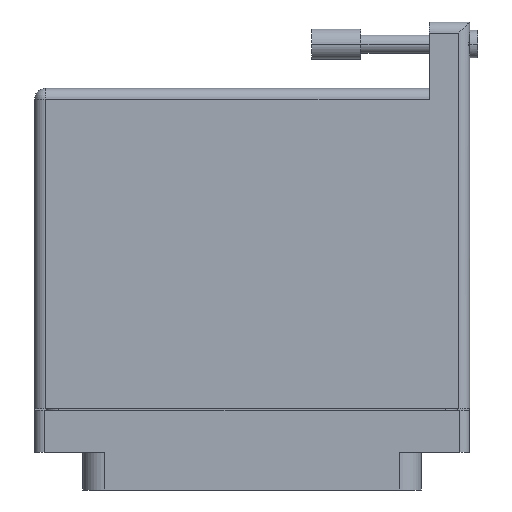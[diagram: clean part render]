
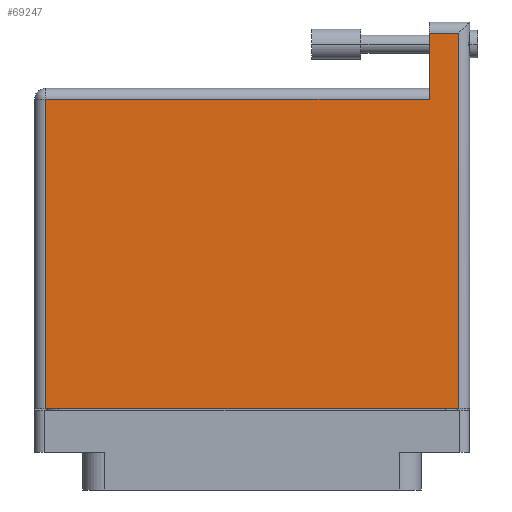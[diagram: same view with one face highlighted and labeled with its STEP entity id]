
A CAD part, front view. The second image highlights one B-rep face of the part: STEP entity #69247.
In plain terms, the highlighted face is planar.
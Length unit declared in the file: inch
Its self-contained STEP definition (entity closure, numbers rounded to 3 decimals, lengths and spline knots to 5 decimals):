
#2063 = VERTEX_POINT ( 'NONE', #79009 ) ;
#2361 = EDGE_CURVE ( 'NONE', #10060, #36956, #63523, .T. ) ;
#3272 = ORIENTED_EDGE ( 'NONE', *, *, #52753, .T. ) ;
#3835 = CARTESIAN_POINT ( 'NONE',  ( -1.3075, -0.1, 0.765 ) ) ;
#6343 = CARTESIAN_POINT ( 'NONE',  ( 1.1215, 2.35, 0.765 ) ) ;
#7271 = CARTESIAN_POINT ( 'NONE',  ( -1.3775, -0.1, 0.765 ) ) ;
#10060 = VERTEX_POINT ( 'NONE', #18409 ) ;
#11087 = CARTESIAN_POINT ( 'NONE',  ( 1.3075, 2.28, 0.765 ) ) ;
#12328 = VECTOR ( 'NONE', #69240, 39.37008 ) ;
#12639 = VECTOR ( 'NONE', #67533, 39.37008 ) ;
#13615 = DIRECTION ( 'NONE',  ( 1., 0., 0. ) ) ;
#16356 = CARTESIAN_POINT ( 'NONE',  ( -1.3775, 1.93, 0.765 ) ) ;
#18409 = CARTESIAN_POINT ( 'NONE',  ( -1.3075, -0.1, 0.765 ) ) ;
#19279 = CARTESIAN_POINT ( 'NONE',  ( -1.3775, 2.28, 0.765 ) ) ;
#21190 = VECTOR ( 'NONE', #76008, 39.37008 ) ;
#22920 = CARTESIAN_POINT ( 'NONE',  ( -1.3775, 1.86, 0.765 ) ) ;
#28531 = CARTESIAN_POINT ( 'NONE',  ( 1.3075, 2.35, 0.765 ) ) ;
#29258 = ORIENTED_EDGE ( 'NONE', *, *, #50166, .T. ) ;
#31070 = EDGE_CURVE ( 'NONE', #44072, #71522, #35327, .T. ) ;
#33667 = LINE ( 'NONE', #3835, #61550 ) ;
#34259 = ORIENTED_EDGE ( 'NONE', *, *, #58446, .T. ) ;
#35327 = LINE ( 'NONE', #19279, #12328 ) ;
#35602 = DIRECTION ( 'NONE',  ( -1., 0., 0. ) ) ;
#36956 = VERTEX_POINT ( 'NONE', #42618 ) ;
#37642 = LINE ( 'NONE', #22920, #12639 ) ;
#39312 = ORIENTED_EDGE ( 'NONE', *, *, #31070, .T. ) ;
#40108 = LINE ( 'NONE', #6343, #21190 ) ;
#41078 = FACE_OUTER_BOUND ( 'NONE', #53570, .T. ) ;
#42618 = CARTESIAN_POINT ( 'NONE',  ( 1.3075, -0.1, 0.765 ) ) ;
#43015 = CARTESIAN_POINT ( 'NONE',  ( 1.1215, 2.28, 0.765 ) ) ;
#44072 = VERTEX_POINT ( 'NONE', #11087 ) ;
#47165 = DIRECTION ( 'NONE',  ( 0., 1., 0. ) ) ;
#50166 = EDGE_CURVE ( 'NONE', #71522, #67285, #40108, .T. ) ;
#51595 = AXIS2_PLACEMENT_3D ( 'NONE', #16356, #73800, #35602 ) ;
#52753 = EDGE_CURVE ( 'NONE', #2063, #10060, #33667, .T. ) ;
#53570 = EDGE_LOOP ( 'NONE', ( #29258, #34259, #3272, #57969, #71351, #39312 ) ) ;
#54832 = DIRECTION ( 'NONE',  ( 0., -1., 0. ) ) ;
#55463 = VECTOR ( 'NONE', #13615, 39.37008 ) ;
#57215 = EDGE_CURVE ( 'NONE', #36956, #44072, #78666, .T. ) ;
#57969 = ORIENTED_EDGE ( 'NONE', *, *, #2361, .T. ) ;
#58446 = EDGE_CURVE ( 'NONE', #67285, #2063, #37642, .T. ) ;
#61243 = PLANE ( 'NONE',  #51595 ) ;
#61550 = VECTOR ( 'NONE', #54832, 39.37008 ) ;
#62270 = CARTESIAN_POINT ( 'NONE',  ( 1.1215, 1.86, 0.765 ) ) ;
#63523 = LINE ( 'NONE', #7271, #55463 ) ;
#67285 = VERTEX_POINT ( 'NONE', #62270 ) ;
#67533 = DIRECTION ( 'NONE',  ( -1., 0., 0. ) ) ;
#69240 = DIRECTION ( 'NONE',  ( -1., 0., 0. ) ) ;
#69247 = ADVANCED_FACE ( 'NONE', ( #41078 ), #61243, .F. ) ;
#71351 = ORIENTED_EDGE ( 'NONE', *, *, #57215, .T. ) ;
#71522 = VERTEX_POINT ( 'NONE', #43015 ) ;
#73800 = DIRECTION ( 'NONE',  ( 0., 0., -1. ) ) ;
#76008 = DIRECTION ( 'NONE',  ( 0., -1., 0. ) ) ;
#76692 = VECTOR ( 'NONE', #47165, 39.37008 ) ;
#78666 = LINE ( 'NONE', #28531, #76692 ) ;
#79009 = CARTESIAN_POINT ( 'NONE',  ( -1.3075, 1.86, 0.765 ) ) ;
